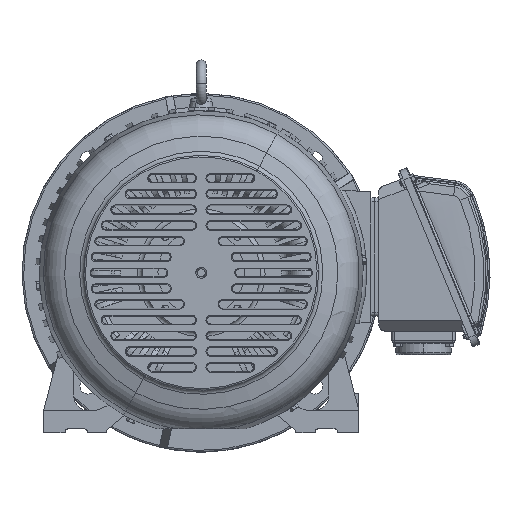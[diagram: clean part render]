
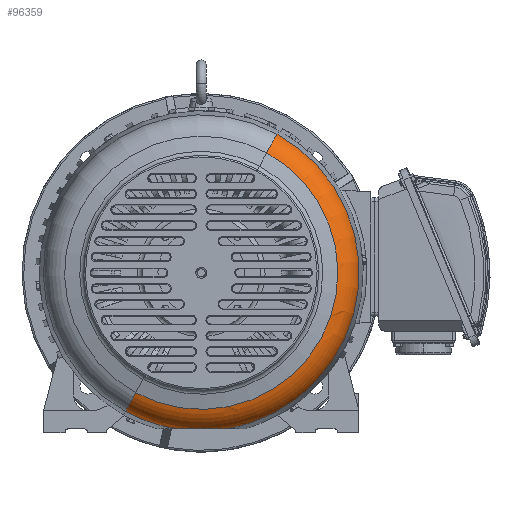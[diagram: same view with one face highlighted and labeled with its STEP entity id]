
A CAD part, front view. The second image highlights one B-rep face of the part: STEP entity #96359.
In plain terms, the highlighted toroidal (fillet/blend) face has major radius 163.789 mm and minor radius 37 mm.
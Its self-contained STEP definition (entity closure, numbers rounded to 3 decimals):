
#94467=CARTESIAN_POINT('Vertex',(-83.116,-344.471,-152.142)) ;
#94469=CARTESIAN_POINT('Vertex',(83.116,-344.471,152.142)) ;
#94489=CARTESIAN_POINT('Axis2P3D Location',(0.,-344.471,0.)) ;
#94532=CARTESIAN_POINT('Axis2P3D Location',(0.,-308.732,0.)) ;
#94541=CARTESIAN_POINT('Vertex',(-96.093,-313.852,-175.897)) ;
#94543=CARTESIAN_POINT('Vertex',(96.093,-313.852,175.897)) ;
#94546=CARTESIAN_POINT('Axis2P3D Location',(-78.525,-308.732,-143.738)) ;
#94551=CARTESIAN_POINT('Axis2P3D Location',(78.525,-308.732,143.738)) ;
#96181=CARTESIAN_POINT('Vertex',(-31.136,-313.852,-198.)) ;
#96220=CARTESIAN_POINT('Vertex',(31.136,-313.852,-198.)) ;
#96224=CARTESIAN_POINT('Control Point',(31.136,-313.852,-198.)) ;
#96225=CARTESIAN_POINT('Control Point',(30.257,-314.83,-198.)) ;
#96226=CARTESIAN_POINT('Control Point',(29.232,-315.698,-198.)) ;
#96227=CARTESIAN_POINT('Control Point',(28.122,-316.468,-198.)) ;
#96228=CARTESIAN_POINT('Control Point',(25.292,-318.139,-198.)) ;
#96229=CARTESIAN_POINT('Control Point',(22.212,-319.397,-198.)) ;
#96230=CARTESIAN_POINT('Control Point',(20.359,-320.025,-198.)) ;
#96231=CARTESIAN_POINT('Control Point',(15.98,-321.267,-198.)) ;
#96232=CARTESIAN_POINT('Control Point',(11.478,-322.064,-198.)) ;
#96233=CARTESIAN_POINT('Control Point',(8.902,-322.397,-198.)) ;
#96234=CARTESIAN_POINT('Control Point',(3.204,-322.89,-198.)) ;
#96235=CARTESIAN_POINT('Control Point',(-2.52,-322.874,-198.)) ;
#96236=CARTESIAN_POINT('Control Point',(-5.632,-322.721,-198.)) ;
#96237=CARTESIAN_POINT('Control Point',(-10.839,-322.212,-198.)) ;
#96238=CARTESIAN_POINT('Control Point',(-15.956,-321.21,-198.)) ;
#96239=CARTESIAN_POINT('Control Point',(-17.997,-320.718,-198.)) ;
#96240=CARTESIAN_POINT('Control Point',(-21.542,-319.676,-198.)) ;
#96241=CARTESIAN_POINT('Control Point',(-24.919,-318.246,-198.)) ;
#96242=CARTESIAN_POINT('Control Point',(-26.332,-317.547,-198.)) ;
#96243=CARTESIAN_POINT('Control Point',(-28.21,-316.44,-198.)) ;
#96244=CARTESIAN_POINT('Control Point',(-29.879,-315.095,-198.)) ;
#96245=CARTESIAN_POINT('Control Point',(-30.323,-314.702,-198.)) ;
#96246=CARTESIAN_POINT('Control Point',(-30.744,-314.288,-198.)) ;
#96247=CARTESIAN_POINT('Control Point',(-31.136,-313.852,-198.)) ;
#96295=CARTESIAN_POINT('Axis2P3D Location',(0.,-313.852,0.)) ;
#96299=CARTESIAN_POINT('Vertex',(-60.766,-313.852,-191.)) ;
#96302=CARTESIAN_POINT('Axis2P3D Location',(0.,-313.852,0.)) ;
#96323=CARTESIAN_POINT('Axis2P3D Location',(0.,-313.852,0.)) ;
#96327=CARTESIAN_POINT('Vertex',(60.766,-313.852,-191.)) ;
#96330=CARTESIAN_POINT('Axis2P3D Location',(0.,-313.852,0.)) ;
#94490=DIRECTION('Axis2P3D Direction',(0.,1.,0.)) ;
#94533=DIRECTION('Axis2P3D Direction',(0.,1.,0.)) ;
#94534=DIRECTION('Axis2P3D XDirection',(0.479,0.,0.878)) ;
#94547=DIRECTION('Axis2P3D Direction',(0.878,0.,-0.479)) ;
#94552=DIRECTION('Axis2P3D Direction',(-0.878,0.,0.479)) ;
#96296=DIRECTION('Axis2P3D Direction',(0.,1.,0.)) ;
#96303=DIRECTION('Axis2P3D Direction',(0.,1.,0.)) ;
#96324=DIRECTION('Axis2P3D Direction',(0.,1.,0.)) ;
#96331=DIRECTION('Axis2P3D Direction',(0.,1.,0.)) ;
#94491=AXIS2_PLACEMENT_3D('Circle Axis2P3D',#94489,#94490,$) ;
#94535=AXIS2_PLACEMENT_3D('Torus Axis2P3D',#94532,#94533,#94534) ;
#94548=AXIS2_PLACEMENT_3D('Circle Axis2P3D',#94546,#94547,$) ;
#94553=AXIS2_PLACEMENT_3D('Circle Axis2P3D',#94551,#94552,$) ;
#96297=AXIS2_PLACEMENT_3D('Circle Axis2P3D',#96295,#96296,$) ;
#96304=AXIS2_PLACEMENT_3D('Circle Axis2P3D',#96302,#96303,$) ;
#96325=AXIS2_PLACEMENT_3D('Circle Axis2P3D',#96323,#96324,$) ;
#96332=AXIS2_PLACEMENT_3D('Circle Axis2P3D',#96330,#96331,$) ;
#96350=ORIENTED_EDGE('',*,*,#96329,.F.) ;
#96351=ORIENTED_EDGE('',*,*,#94555,.T.) ;
#96352=ORIENTED_EDGE('',*,*,#94493,.T.) ;
#96353=ORIENTED_EDGE('',*,*,#94550,.F.) ;
#96354=ORIENTED_EDGE('',*,*,#96301,.F.) ;
#96355=ORIENTED_EDGE('',*,*,#96306,.F.) ;
#96356=ORIENTED_EDGE('',*,*,#96248,.F.) ;
#96357=ORIENTED_EDGE('',*,*,#96334,.F.) ;
#96359=ADVANCED_FACE('31407C383.1',(#96358),#94536,.T.) ;
#96223=B_SPLINE_CURVE_WITH_KNOTS('',5,(#96224,#96225,#96226,#96227,#96228,#96229,#96230,#96231,#96232,#96233,#96234,#96235,#96236,#96237,#96238,#96239,#96240,#96241,#96242,#96243,#96244,#96245,#96246,#96247),.UNSPECIFIED.,.F.,.U.,(6,3,3,3,3,3,3,6),(0.,8.955,21.762,38.638,58.858,72.544,82.93,86.922),.UNSPECIFIED.) ;
#94492=CIRCLE('generated circle',#94491,173.365) ;
#94549=CIRCLE('generated circle',#94548,37.) ;
#94554=CIRCLE('generated circle',#94553,37.) ;
#96298=CIRCLE('generated circle',#96297,200.433) ;
#96305=CIRCLE('generated circle',#96304,200.433) ;
#96326=CIRCLE('generated circle',#96325,200.433) ;
#96333=CIRCLE('generated circle',#96332,200.433) ;
#94536=TOROIDAL_SURFACE('homeo Torus',#94535,163.789,37.) ;
#94493=EDGE_CURVE('',#94470,#94468,#94492,.T.) ;
#94550=EDGE_CURVE('',#94542,#94468,#94549,.F.) ;
#94555=EDGE_CURVE('',#94544,#94470,#94554,.F.) ;
#96248=EDGE_CURVE('',#96221,#96182,#96223,.T.) ;
#96301=EDGE_CURVE('',#96300,#94542,#96298,.T.) ;
#96306=EDGE_CURVE('',#96182,#96300,#96305,.T.) ;
#96329=EDGE_CURVE('',#94544,#96328,#96326,.T.) ;
#96334=EDGE_CURVE('',#96328,#96221,#96333,.T.) ;
#96349=EDGE_LOOP('',(#96350,#96351,#96352,#96353,#96354,#96355,#96356,#96357)) ;
#96358=FACE_OUTER_BOUND('',#96349,.T.) ;
#94468=VERTEX_POINT('',#94467) ;
#94470=VERTEX_POINT('',#94469) ;
#94542=VERTEX_POINT('',#94541) ;
#94544=VERTEX_POINT('',#94543) ;
#96182=VERTEX_POINT('',#96181) ;
#96221=VERTEX_POINT('',#96220) ;
#96300=VERTEX_POINT('',#96299) ;
#96328=VERTEX_POINT('',#96327) ;
